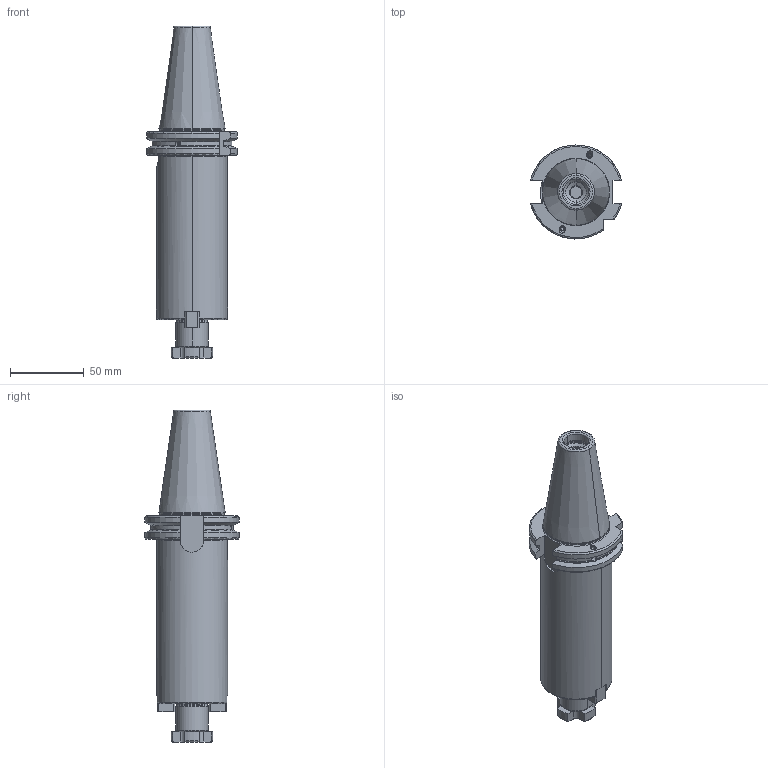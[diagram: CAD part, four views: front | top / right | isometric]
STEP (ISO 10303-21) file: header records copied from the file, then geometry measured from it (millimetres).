
FILE_DESCRIPTION((''),'2;1');
FILE_NAME('403_11_22_130','2021-03-29T',('103090'),(''),'CREO PARAMETRIC BY PTC INC, 2016260','CREO PARAMETRIC BY PTC INC, 2016260','');
FILE_SCHEMA(('CONFIG_CONTROL_DESIGN'));
Length unit declared in the file: millimetre
Products named in the file (1): 403_11_22_130
Bounding box: 61.48 x 63.54 x 224.4 mm (x, y, z)
Volume: 295221 mm3; surface area: 47575.2 mm2
Topology: 1 solids, 6 shells, 305 faces, 768 edges, 485 vertices
Faces by surface type: plane 114, cylinder 86, cone 58, torus 47
Entity records: 9860 total; most frequent: CARTESIAN_POINT 2504, DIRECTION 1560, ORIENTED_EDGE 1514, EDGE_CURVE 757, AXIS2_PLACEMENT_3D 600, VERTEX_POINT 475, VECTOR 360, LINE 360
